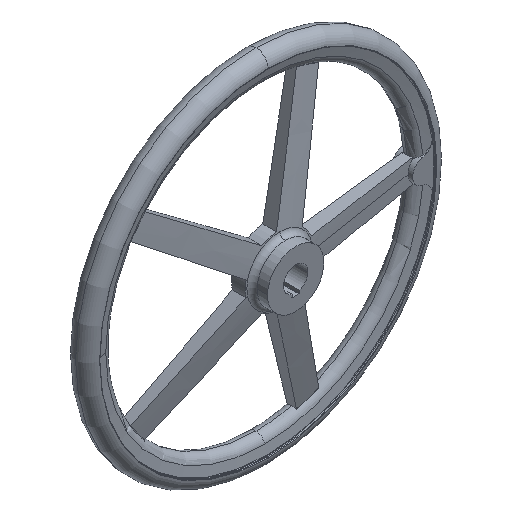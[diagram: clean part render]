
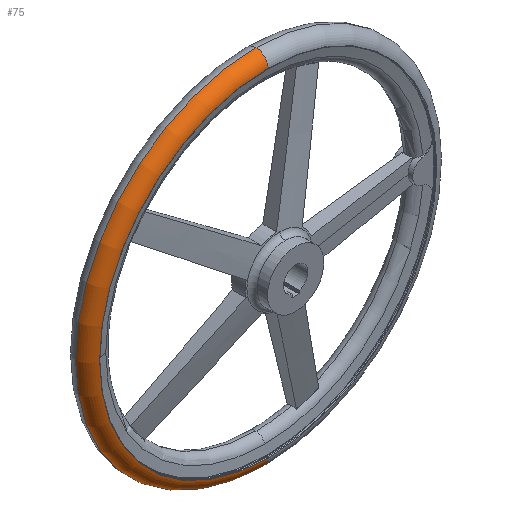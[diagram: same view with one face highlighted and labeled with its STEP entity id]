
A CAD part, isometric view. The second image highlights one B-rep face of the part: STEP entity #75.
In plain terms, the highlighted toroidal (fillet/blend) face has major radius 233 mm and minor radius 17 mm.
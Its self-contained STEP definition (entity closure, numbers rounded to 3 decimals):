
#75 = ADVANCED_FACE( '', ( #159 ), #160, .T. );
#159 = FACE_OUTER_BOUND( '', #327, .T. );
#160 = TOROIDAL_SURFACE( '', #328, 233., 17. );
#327 = EDGE_LOOP( '', ( #495, #496, #497, #498 ) );
#328 = AXIS2_PLACEMENT_3D( '', #499, #500, #501 );
#495 = ORIENTED_EDGE( '', *, *, #1278, .F. );
#496 = ORIENTED_EDGE( '', *, *, #1279, .T. );
#497 = ORIENTED_EDGE( '', *, *, #1280, .T. );
#498 = ORIENTED_EDGE( '', *, *, #1281, .T. );
#499 = CARTESIAN_POINT( '', ( 0., 55., 0. ) );
#500 = DIRECTION( '', ( 0., 1., 0. ) );
#501 = DIRECTION( '', ( 0., 0., 1. ) );
#1278 = EDGE_CURVE( '', #1545, #1546, #1547, .T. );
#1279 = EDGE_CURVE( '', #1545, #1548, #1549, .T. );
#1280 = EDGE_CURVE( '', #1548, #1550, #1551, .T. );
#1281 = EDGE_CURVE( '', #1550, #1546, #1552, .T. );
#1545 = VERTEX_POINT( '', #1988 );
#1546 = VERTEX_POINT( '', #1989 );
#1547 = CIRCLE( '', #1990, 250. );
#1548 = VERTEX_POINT( '', #1991 );
#1549 = CIRCLE( '', #1992, 17. );
#1550 = VERTEX_POINT( '', #1993 );
#1551 = CIRCLE( '', #1994, 233.708 );
#1552 = CIRCLE( '', #1995, 17. );
#1988 = CARTESIAN_POINT( '', ( 0., 55., -250. ) );
#1989 = CARTESIAN_POINT( '', ( 0., 55., 250. ) );
#1990 = AXIS2_PLACEMENT_3D( '', #4733, #4734, #4735 );
#1991 = CARTESIAN_POINT( '', ( 0., 38.015, -233.708 ) );
#1992 = AXIS2_PLACEMENT_3D( '', #4736, #4737, #4738 );
#1993 = CARTESIAN_POINT( '', ( 0., 38.015, 233.708 ) );
#1994 = AXIS2_PLACEMENT_3D( '', #4739, #4740, #4741 );
#1995 = AXIS2_PLACEMENT_3D( '', #4742, #4743, #4744 );
#4733 = CARTESIAN_POINT( '', ( 0., 55., 0. ) );
#4734 = DIRECTION( '', ( 0., 1., 0. ) );
#4735 = DIRECTION( '', ( 0., 0., 1. ) );
#4736 = CARTESIAN_POINT( '', ( 0., 55., -233. ) );
#4737 = DIRECTION( '', ( -1., 0., 0. ) );
#4738 = DIRECTION( '', ( 0., 0., -1. ) );
#4739 = CARTESIAN_POINT( '', ( 0., 38.015, 0. ) );
#4740 = DIRECTION( '', ( 0., 1., 0. ) );
#4741 = DIRECTION( '', ( 1., 0., 0. ) );
#4742 = CARTESIAN_POINT( '', ( 0., 55., 233. ) );
#4743 = DIRECTION( '', ( -1., 0., 0. ) );
#4744 = DIRECTION( '', ( 0., 0., 1. ) );
